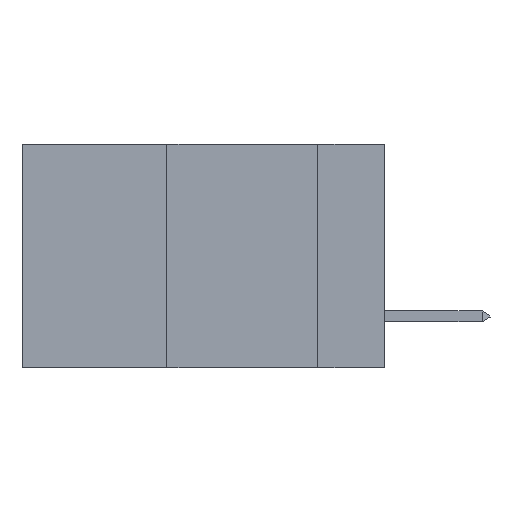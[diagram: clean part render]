
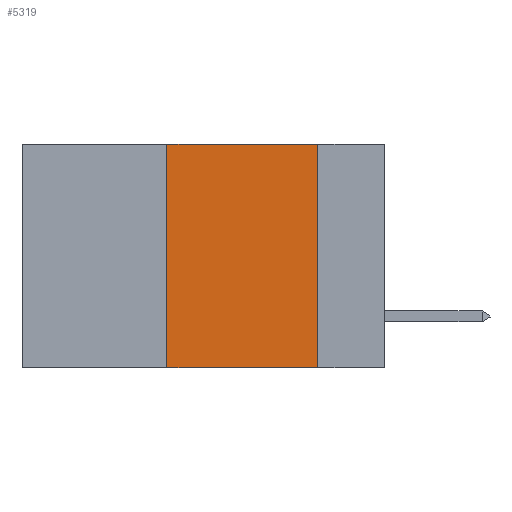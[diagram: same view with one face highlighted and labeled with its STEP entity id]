
A CAD part, left-side view. The second image highlights one B-rep face of the part: STEP entity #5319.
In plain terms, the highlighted planar face has unit normal (-1, 0, 0).
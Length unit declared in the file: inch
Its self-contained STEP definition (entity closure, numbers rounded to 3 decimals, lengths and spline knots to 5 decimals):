
#370 = LINE ( 'NONE', #6138, #5807 ) ;
#538 = DIRECTION ( 'NONE',  ( 0., -1., 0. ) ) ;
#782 = VERTEX_POINT ( 'NONE', #3141 ) ;
#1630 = CARTESIAN_POINT ( 'NONE',  ( 0., 0.6, 0. ) ) ;
#2512 = CARTESIAN_POINT ( 'NONE',  ( 0., 0.36, -0.37 ) ) ;
#2853 = DIRECTION ( 'NONE',  ( 0., -1., 0. ) ) ;
#3005 = CARTESIAN_POINT ( 'NONE',  ( 0., 0.36, 0. ) ) ;
#3141 = CARTESIAN_POINT ( 'NONE',  ( 0., 0.11, -0.37 ) ) ;
#3457 = EDGE_CURVE ( 'NONE', #6333, #782, #9910, .T. ) ;
#3528 = CARTESIAN_POINT ( 'NONE',  ( 0., 0.36, 0. ) ) ;
#3675 = LINE ( 'NONE', #9810, #9453 ) ;
#3834 = EDGE_CURVE ( 'NONE', #7326, #6333, #370, .T. ) ;
#3997 = FACE_OUTER_BOUND ( 'NONE', #7820, .T. ) ;
#4788 = ORIENTED_EDGE ( 'NONE', *, *, #3834, .F. ) ;
#5031 = LINE ( 'NONE', #3005, #6583 ) ;
#5319 = ADVANCED_FACE ( 'NONE', ( #3997 ), #5461, .F. ) ;
#5461 = PLANE ( 'NONE',  #9250 ) ;
#5583 = CARTESIAN_POINT ( 'NONE',  ( 0., 0.11, 0. ) ) ;
#5807 = VECTOR ( 'NONE', #538, 39.37008 ) ;
#6138 = CARTESIAN_POINT ( 'NONE',  ( 0., 0.6, 0. ) ) ;
#6333 = VERTEX_POINT ( 'NONE', #7369 ) ;
#6583 = VECTOR ( 'NONE', #9301, 39.37008 ) ;
#6650 = ORIENTED_EDGE ( 'NONE', *, *, #8271, .T. ) ;
#6702 = EDGE_CURVE ( 'NONE', #7225, #7326, #5031, .T. ) ;
#7157 = DIRECTION ( 'NONE',  ( 0., 0., -1. ) ) ;
#7225 = VERTEX_POINT ( 'NONE', #2512 ) ;
#7326 = VERTEX_POINT ( 'NONE', #3528 ) ;
#7369 = CARTESIAN_POINT ( 'NONE',  ( 0., 0.11, 0. ) ) ;
#7800 = VECTOR ( 'NONE', #9575, 39.37008 ) ;
#7820 = EDGE_LOOP ( 'NONE', ( #8721, #4788, #8181, #6650 ) ) ;
#8181 = ORIENTED_EDGE ( 'NONE', *, *, #6702, .F. ) ;
#8271 = EDGE_CURVE ( 'NONE', #7225, #782, #3675, .T. ) ;
#8721 = ORIENTED_EDGE ( 'NONE', *, *, #3457, .F. ) ;
#9250 = AXIS2_PLACEMENT_3D ( 'NONE', #1630, #10248, #7157 ) ;
#9301 = DIRECTION ( 'NONE',  ( 0., 0., 1. ) ) ;
#9453 = VECTOR ( 'NONE', #2853, 39.37008 ) ;
#9575 = DIRECTION ( 'NONE',  ( 0., 0., -1. ) ) ;
#9810 = CARTESIAN_POINT ( 'NONE',  ( 0., 0.6, -0.37 ) ) ;
#9910 = LINE ( 'NONE', #5583, #7800 ) ;
#10248 = DIRECTION ( 'NONE',  ( 1., 0., 0. ) ) ;
